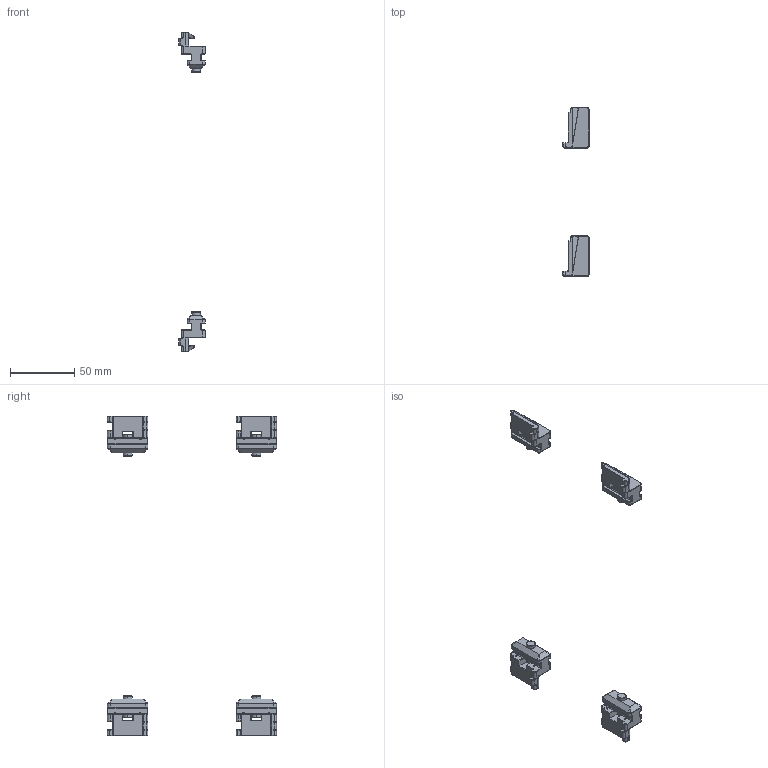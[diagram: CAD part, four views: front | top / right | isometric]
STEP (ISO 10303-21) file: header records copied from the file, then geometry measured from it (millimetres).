
FILE_DESCRIPTION (( 'STEP AP214' ), '1' );
FILE_NAME ('7228830', '2019-02-01T14:38:26', ( '' ), ('JUGARD+KÜNSTNER GmbH'), 'SwSTEP 2.0', 'SolidWorks 2017', '' );
FILE_SCHEMA (( 'AUTOMOTIVE_DESIGN' ));
Length unit declared in the file: millimetre
Products named in the file (5): Kopie von ST-F_X2_00FC_X0_hrung Rechts_2^7228830; 7228830_CNAJF00; Kopie von ST-F_X2_00FC_X0_hrung Rechts^7228830; Kopie von ST-F_X2_00FC_X0_hrung Links^7228830; Kopie von ST-F_X2_00FC_X0_hrung Links_2^7228830
Assembly tree (4 placements, depth 2):
  7228830_CNAJF00
    Kopie von ST-F_X2_00FC_X0_hrung Links^7228830
    Kopie von ST-F_X2_00FC_X0_hrung Rechts^7228830
    Kopie von ST-F_X2_00FC_X0_hrung Links_2^7228830
    Kopie von ST-F_X2_00FC_X0_hrung Rechts_2^7228830
Bounding box: 20.4 x 131.5 x 248.5 mm (x, y, z)
Volume: 30221 mm3; surface area: 16355.5 mm2
Topology: 4 solids, 12 shells, 1274 faces, 3016 edges, 1740 vertices
Faces by surface type: cylinder 538, bspline 390, plane 296, torus 26, cone 24
Entity records: 44790 total; most frequent: CARTESIAN_POINT 17327, ORIENTED_EDGE 5972, DIRECTION 5236, EDGE_CURVE 2986, AXIS2_PLACEMENT_3D 1981, VERTEX_POINT 1740, EDGE_LOOP 1286, FACE_OUTER_BOUND 1274
